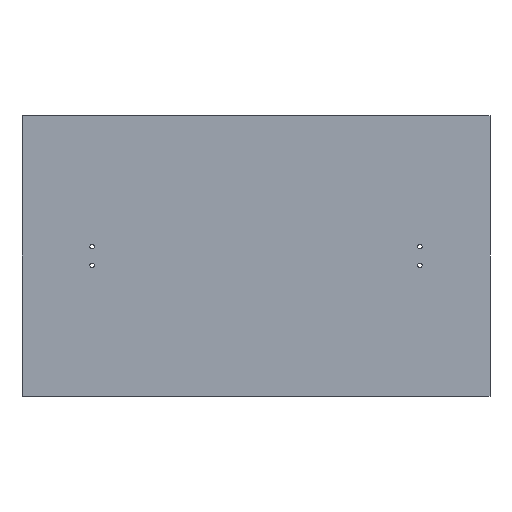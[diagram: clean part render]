
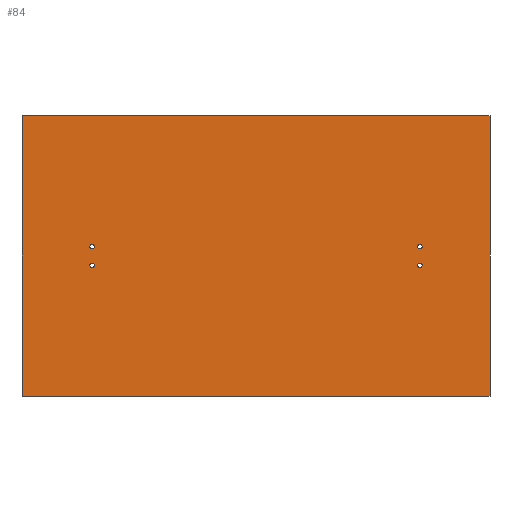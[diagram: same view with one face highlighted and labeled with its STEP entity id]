
A CAD part, front view. The second image highlights one B-rep face of the part: STEP entity #84.
In plain terms, the highlighted planar face has unit normal (0, -1, 0).
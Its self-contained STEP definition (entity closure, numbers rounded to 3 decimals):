
#4 = ORIENTED_EDGE ( 'NONE', *, *, #239, .F. ) ;
#5 = VERTEX_POINT ( 'NONE', #535 ) ;
#6 = ORIENTED_EDGE ( 'NONE', *, *, #132, .T. ) ;
#12 = CIRCLE ( 'NONE', #608, 1.2 ) ;
#18 = FACE_BOUND ( 'NONE', #379, .T. ) ;
#31 = DIRECTION ( 'NONE',  ( 0., 0., -1. ) ) ;
#41 = DIRECTION ( 'NONE',  ( 0., 0., -1. ) ) ;
#44 = VECTOR ( 'NONE', #756, 1000. ) ;
#50 = ORIENTED_EDGE ( 'NONE', *, *, #593, .T. ) ;
#55 = CIRCLE ( 'NONE', #444, 1.2 ) ;
#59 = VERTEX_POINT ( 'NONE', #275 ) ;
#61 = DIRECTION ( 'NONE',  ( 0., 1., 0. ) ) ;
#63 = CARTESIAN_POINT ( 'NONE',  ( 87.5, 0., -5.01 ) ) ;
#64 = ORIENTED_EDGE ( 'NONE', *, *, #634, .T. ) ;
#66 = VECTOR ( 'NONE', #41, 1000. ) ;
#78 = PLANE ( 'NONE',  #541 ) ;
#84 = ADVANCED_FACE ( 'NONE', ( #269, #698, #18, #456, #520 ), #78, .T. ) ;
#86 = CARTESIAN_POINT ( 'NONE',  ( 0., 0., 0. ) ) ;
#90 = CIRCLE ( 'NONE', #219, 1.2 ) ;
#91 = CARTESIAN_POINT ( 'NONE',  ( 87.5, 0., -3.81 ) ) ;
#99 = DIRECTION ( 'NONE',  ( 0., 1., 0. ) ) ;
#107 = DIRECTION ( 'NONE',  ( 0., 1., 0. ) ) ;
#108 = VERTEX_POINT ( 'NONE', #337 ) ;
#115 = EDGE_LOOP ( 'NONE', ( #470, #724 ) ) ;
#120 = VERTEX_POINT ( 'NONE', #91 ) ;
#124 = EDGE_CURVE ( 'NONE', #366, #59, #200, .T. ) ;
#126 = ORIENTED_EDGE ( 'NONE', *, *, #251, .F. ) ;
#131 = CIRCLE ( 'NONE', #581, 1.2 ) ;
#132 = EDGE_CURVE ( 'NONE', #358, #361, #12, .T. ) ;
#162 = LINE ( 'NONE', #400, #287 ) ;
#174 = DIRECTION ( 'NONE',  ( 0., 1., 0. ) ) ;
#185 = DIRECTION ( 'NONE',  ( 0., 0., -1. ) ) ;
#200 = LINE ( 'NONE', #343, #44 ) ;
#215 = DIRECTION ( 'NONE',  ( 0., 0., -1. ) ) ;
#216 = DIRECTION ( 'NONE',  ( 1., 0., 0. ) ) ;
#219 = AXIS2_PLACEMENT_3D ( 'NONE', #516, #759, #701 ) ;
#224 = DIRECTION ( 'NONE',  ( 0., 0., -1. ) ) ;
#228 = CARTESIAN_POINT ( 'NONE',  ( -87.5, 0., -6.21 ) ) ;
#229 = DIRECTION ( 'NONE',  ( 0., 1., 0. ) ) ;
#239 = EDGE_CURVE ( 'NONE', #59, #266, #645, .T. ) ;
#244 = EDGE_CURVE ( 'NONE', #120, #5, #618, .T. ) ;
#251 = EDGE_CURVE ( 'NONE', #266, #398, #414, .T. ) ;
#254 = VERTEX_POINT ( 'NONE', #228 ) ;
#266 = VERTEX_POINT ( 'NONE', #659 ) ;
#269 = FACE_BOUND ( 'NONE', #492, .T. ) ;
#272 = CARTESIAN_POINT ( 'NONE',  ( 125., 0., -75. ) ) ;
#275 = CARTESIAN_POINT ( 'NONE',  ( -125., 0., 75. ) ) ;
#287 = VECTOR ( 'NONE', #533, 1000. ) ;
#290 = DIRECTION ( 'NONE',  ( 0., 0., -1. ) ) ;
#317 = ORIENTED_EDGE ( 'NONE', *, *, #678, .T. ) ;
#337 = CARTESIAN_POINT ( 'NONE',  ( -87.5, 0., -3.81 ) ) ;
#343 = CARTESIAN_POINT ( 'NONE',  ( -125., 0., 75. ) ) ;
#347 = DIRECTION ( 'NONE',  ( 0., 1., 0. ) ) ;
#349 = CARTESIAN_POINT ( 'NONE',  ( 125., 0., 75. ) ) ;
#355 = VECTOR ( 'NONE', #216, 1000. ) ;
#356 = CARTESIAN_POINT ( 'NONE',  ( -87.5, 0., -5.01 ) ) ;
#357 = EDGE_LOOP ( 'NONE', ( #126, #4, #377, #418 ) ) ;
#358 = VERTEX_POINT ( 'NONE', #518 ) ;
#359 = CARTESIAN_POINT ( 'NONE',  ( 87.5, 0., -5.01 ) ) ;
#361 = VERTEX_POINT ( 'NONE', #696 ) ;
#366 = VERTEX_POINT ( 'NONE', #585 ) ;
#377 = ORIENTED_EDGE ( 'NONE', *, *, #124, .F. ) ;
#379 = EDGE_LOOP ( 'NONE', ( #554, #64 ) ) ;
#386 = CARTESIAN_POINT ( 'NONE',  ( -87.5, 0., 5.01 ) ) ;
#391 = DIRECTION ( 'NONE',  ( 0., 0., -1. ) ) ;
#398 = VERTEX_POINT ( 'NONE', #272 ) ;
#400 = CARTESIAN_POINT ( 'NONE',  ( -125., 0., -75. ) ) ;
#406 = CARTESIAN_POINT ( 'NONE',  ( 87.5, 0., 5.01 ) ) ;
#414 = LINE ( 'NONE', #349, #66 ) ;
#416 = EDGE_CURVE ( 'NONE', #614, #719, #131, .T. ) ;
#418 = ORIENTED_EDGE ( 'NONE', *, *, #495, .F. ) ;
#423 = CARTESIAN_POINT ( 'NONE',  ( -87.5, 0., -5.01 ) ) ;
#444 = AXIS2_PLACEMENT_3D ( 'NONE', #63, #174, #538 ) ;
#447 = AXIS2_PLACEMENT_3D ( 'NONE', #359, #99, #290 ) ;
#456 = FACE_BOUND ( 'NONE', #115, .T. ) ;
#460 = DIRECTION ( 'NONE',  ( 0., -1., 0. ) ) ;
#470 = ORIENTED_EDGE ( 'NONE', *, *, #530, .T. ) ;
#482 = CARTESIAN_POINT ( 'NONE',  ( -87.5, 0., 6.21 ) ) ;
#492 = EDGE_LOOP ( 'NONE', ( #50, #6 ) ) ;
#495 = EDGE_CURVE ( 'NONE', #398, #366, #162, .T. ) ;
#498 = CIRCLE ( 'NONE', #653, 1.2 ) ;
#516 = CARTESIAN_POINT ( 'NONE',  ( 87.5, 0., 5.01 ) ) ;
#518 = CARTESIAN_POINT ( 'NONE',  ( 87.5, 0., 3.81 ) ) ;
#520 = FACE_OUTER_BOUND ( 'NONE', #357, .T. ) ;
#527 = CIRCLE ( 'NONE', #682, 1.2 ) ;
#530 = EDGE_CURVE ( 'NONE', #719, #614, #527, .T. ) ;
#533 = DIRECTION ( 'NONE',  ( -1., 0., 0. ) ) ;
#535 = CARTESIAN_POINT ( 'NONE',  ( 87.5, 0., -6.21 ) ) ;
#538 = DIRECTION ( 'NONE',  ( 0., 0., -1. ) ) ;
#541 = AXIS2_PLACEMENT_3D ( 'NONE', #86, #460, #648 ) ;
#548 = EDGE_CURVE ( 'NONE', #108, #254, #671, .T. ) ;
#554 = ORIENTED_EDGE ( 'NONE', *, *, #548, .T. ) ;
#567 = EDGE_LOOP ( 'NONE', ( #669, #317 ) ) ;
#581 = AXIS2_PLACEMENT_3D ( 'NONE', #386, #691, #391 ) ;
#585 = CARTESIAN_POINT ( 'NONE',  ( -125., 0., -75. ) ) ;
#589 = CARTESIAN_POINT ( 'NONE',  ( -87.5, 0., 5.01 ) ) ;
#593 = EDGE_CURVE ( 'NONE', #361, #358, #90, .T. ) ;
#608 = AXIS2_PLACEMENT_3D ( 'NONE', #406, #347, #215 ) ;
#610 = CARTESIAN_POINT ( 'NONE',  ( -87.5, 0., 3.81 ) ) ;
#614 = VERTEX_POINT ( 'NONE', #610 ) ;
#618 = CIRCLE ( 'NONE', #447, 1.2 ) ;
#634 = EDGE_CURVE ( 'NONE', #254, #108, #498, .T. ) ;
#645 = LINE ( 'NONE', #709, #355 ) ;
#648 = DIRECTION ( 'NONE',  ( 0., 0., -1. ) ) ;
#653 = AXIS2_PLACEMENT_3D ( 'NONE', #423, #61, #185 ) ;
#659 = CARTESIAN_POINT ( 'NONE',  ( 125., 0., 75. ) ) ;
#669 = ORIENTED_EDGE ( 'NONE', *, *, #244, .T. ) ;
#671 = CIRCLE ( 'NONE', #786, 1.2 ) ;
#678 = EDGE_CURVE ( 'NONE', #5, #120, #55, .T. ) ;
#682 = AXIS2_PLACEMENT_3D ( 'NONE', #589, #107, #224 ) ;
#691 = DIRECTION ( 'NONE',  ( 0., 1., 0. ) ) ;
#696 = CARTESIAN_POINT ( 'NONE',  ( 87.5, 0., 6.21 ) ) ;
#698 = FACE_BOUND ( 'NONE', #567, .T. ) ;
#701 = DIRECTION ( 'NONE',  ( 0., 0., -1. ) ) ;
#709 = CARTESIAN_POINT ( 'NONE',  ( -125., 0., 75. ) ) ;
#719 = VERTEX_POINT ( 'NONE', #482 ) ;
#724 = ORIENTED_EDGE ( 'NONE', *, *, #416, .T. ) ;
#756 = DIRECTION ( 'NONE',  ( 0., 0., 1. ) ) ;
#759 = DIRECTION ( 'NONE',  ( 0., 1., 0. ) ) ;
#786 = AXIS2_PLACEMENT_3D ( 'NONE', #356, #229, #31 ) ;
